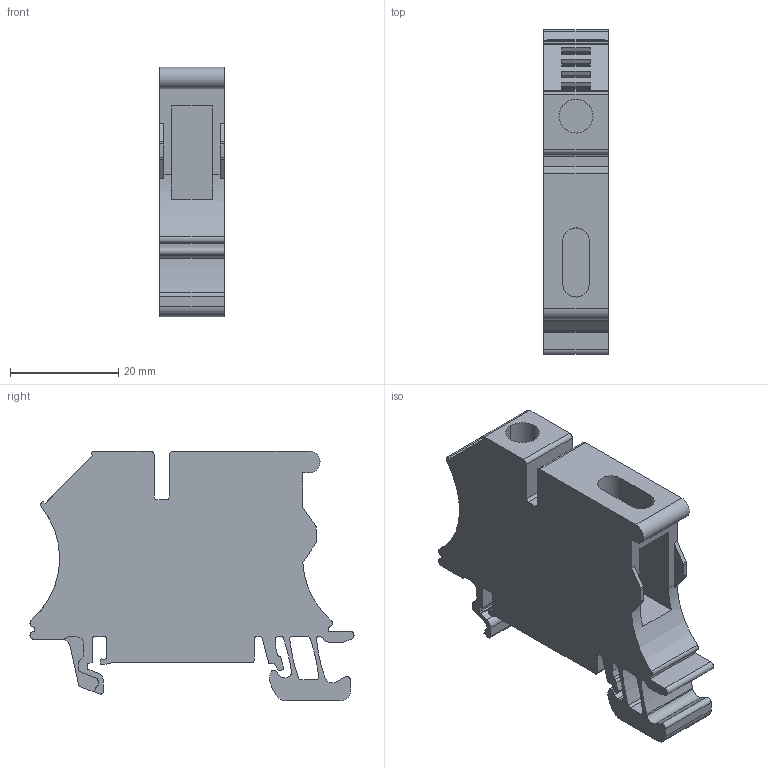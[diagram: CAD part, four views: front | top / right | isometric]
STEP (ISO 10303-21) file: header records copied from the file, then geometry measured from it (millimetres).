
FILE_DESCRIPTION(('CATIA V5 STEP Exchange','CAx-IF Rec.Pracs.--- Model Styling and Organization---1.4--- 2014-01-23'),'2;1');
FILE_NAME ('D1446783_0', '2020-02-20T07:33:23+00:00', ('none'), ('Weidmueller'), 'CATIA Version 5-6 Release 2016 SP3 HF44', 'CATIA V5 STEP AP214', 'none');
FILE_SCHEMA(('AUTOMOTIVE_DESIGN { 1 0 10303 214 1 1 1 1 }'));
Length unit declared in the file: millimetre
Products named in the file (1): 1019000000_WNT_16N_10X3
Bounding box: 12 x 60 x 46.25 mm (x, y, z)
Volume: 18470 mm3; surface area: 9066.5 mm2
Topology: 1 solids, 2 shells, 240 faces, 726 edges, 496 vertices
Faces by surface type: plane 146, cylinder 94
Entity records: 7948 total; most frequent: CARTESIAN_POINT 1457, ORIENTED_EDGE 1452, DIRECTION 1160, EDGE_CURVE 726, VECTOR 526, LINE 526, VERTEX_POINT 496, AXIS2_PLACEMENT_3D 417
